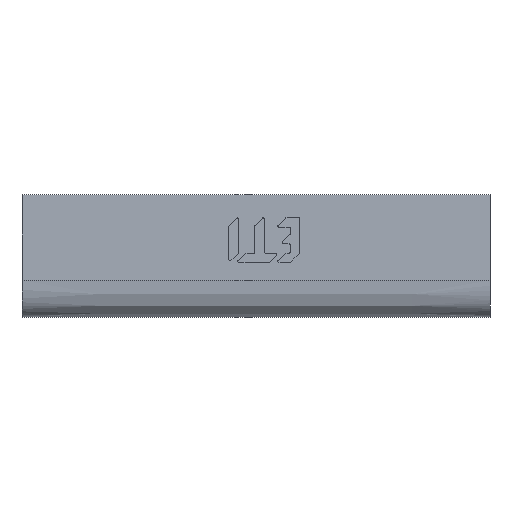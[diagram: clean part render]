
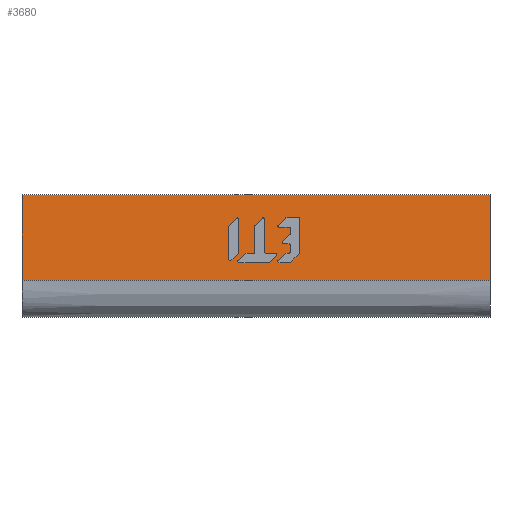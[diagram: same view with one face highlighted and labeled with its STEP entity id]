
A CAD part, top view. The second image highlights one B-rep face of the part: STEP entity #3680.
In plain terms, the highlighted planar face has unit normal (0, 0.046, 0.999).
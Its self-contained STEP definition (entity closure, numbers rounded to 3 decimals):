
#3056=CARTESIAN_POINT('',(-43.291,2.543,
-10.435));
#3061=DIRECTION('',(0.,0.999,-0.046));
#3062=VECTOR('',#3061,11.97);
#3063=CARTESIAN_POINT('',(-43.291,2.543,
-10.435));
#3064=LINE('',#3063,#3062);
#3157=DIRECTION('',(1.,0.,0.));
#3158=VECTOR('',#3157,65.4);
#3159=CARTESIAN_POINT('',(-108.691,2.543,
-10.435));
#3160=LINE('',#3159,#3158);
#3171=CARTESIAN_POINT('',(-108.691,2.543,
-10.435));
#3207=DIRECTION('',(0.,-0.999,0.046));
#3208=VECTOR('',#3207,11.97);
#3209=CARTESIAN_POINT('',(-108.691,14.5,-10.991));
#3210=LINE('',#3209,#3208);
#3354=DIRECTION('',(1.,0.,0.));
#3355=VECTOR('',#3354,65.4);
#3356=CARTESIAN_POINT('',(-108.691,14.5,-10.991));
#3357=LINE('',#3356,#3355);
#3362=VERTEX_POINT('',#3056);
#3363=CARTESIAN_POINT('',(-43.291,14.5,-10.991));
#3364=VERTEX_POINT('',#3363);
#3386=VERTEX_POINT('',#3171);
#3409=CARTESIAN_POINT('',(-108.691,14.5,-10.991));
#3410=VERTEX_POINT('',#3409);
#3669=CARTESIAN_POINT('',(-43.291,14.5,-10.991));
#3670=DIRECTION('',(0.,0.046,0.999));
#3671=DIRECTION('',(0.,-0.999,0.046));
#3672=AXIS2_PLACEMENT_3D('',#3669,#3670,#3671);
#3673=PLANE('',#3672);
#3674=ORIENTED_EDGE('',*,*,#3500,.F.);
#3675=ORIENTED_EDGE('',*,*,#3664,.T.);
#3676=ORIENTED_EDGE('',*,*,#3418,.F.);
#3677=ORIENTED_EDGE('',*,*,#3462,.F.);
#3678=EDGE_LOOP('',(#3674,#3675,#3676,#3677));
#3679=FACE_OUTER_BOUND('',#3678,.F.);
#3418=EDGE_CURVE('',#3362,#3364,#3064,.T.);
#3462=EDGE_CURVE('',#3386,#3362,#3160,.T.);
#3500=EDGE_CURVE('',#3410,#3386,#3210,.T.);
#3664=EDGE_CURVE('',#3410,#3364,#3357,.T.);
#3680=ADVANCED_FACE('',(#3679),#3673,.T.);
